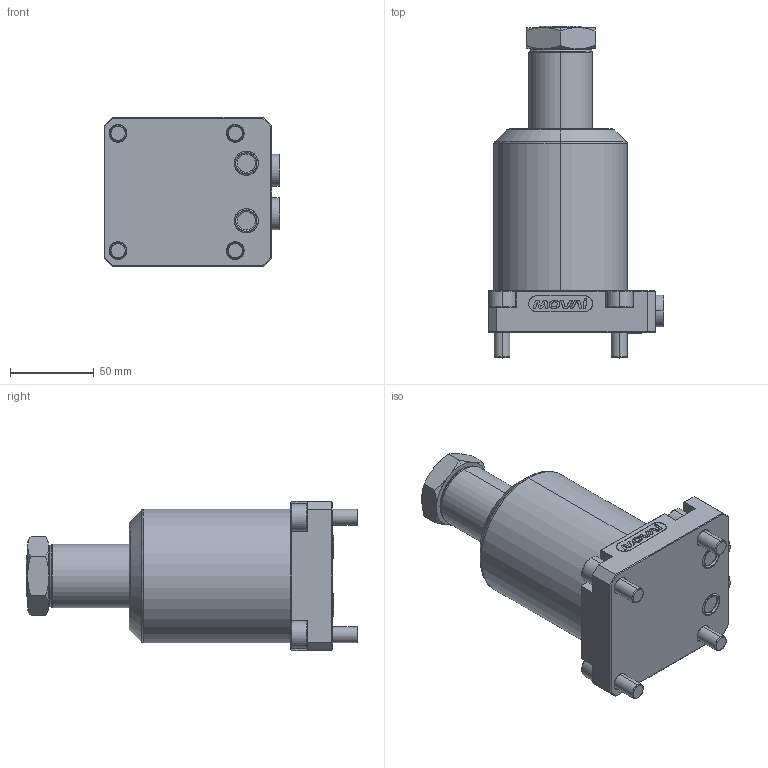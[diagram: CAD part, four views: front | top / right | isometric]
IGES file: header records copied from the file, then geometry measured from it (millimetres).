
Start section: SolidWorks IGES file using analytic representation for surfaces
Global section: file name: MVI-FI553833-LZZ.igs; native system: SolidWorks 2020; preprocessor: SolidWorks 2020; author: Movai; date: 231101.164505; units: millimetre
Bounding box: 105 x 198.05 x 89 mm (x, y, z)
Surface area: 85439.3 mm2 (no closed solid volume)
Topology: 0 solids, 0 shells, 378 faces, 6140 edges, 6140 vertices
Faces by surface type: bspline 255, revolution 123
